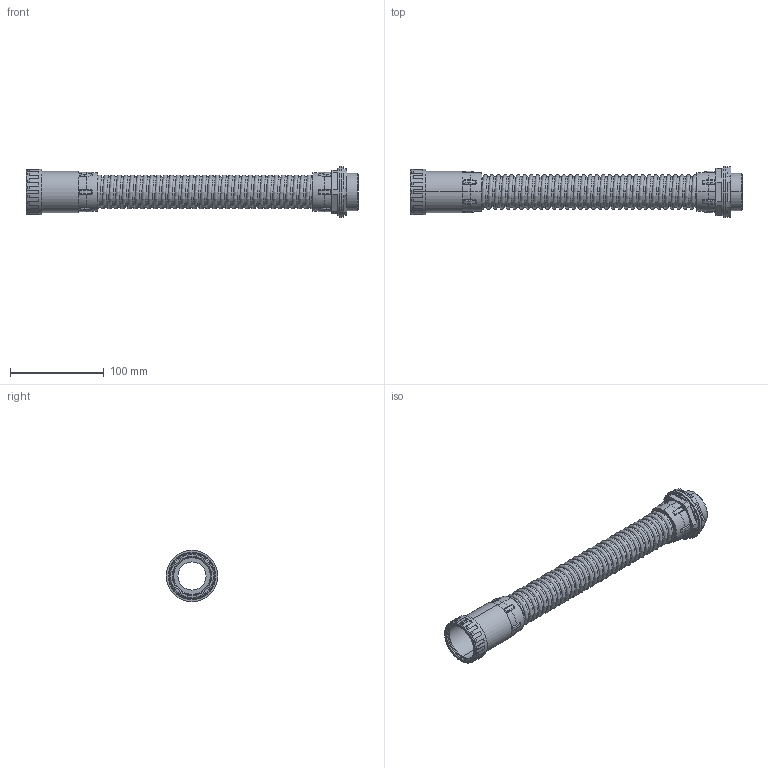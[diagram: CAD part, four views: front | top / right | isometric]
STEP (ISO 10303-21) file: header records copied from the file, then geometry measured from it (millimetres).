
FILE_DESCRIPTION (( 'STEP AP214' ), '1' );
FILE_NAME ('CTA10D-CXS40-K41-025 Ìóôòà ãèáêàÿ òðóáà-êîðîáêà CXS40 IP65.STEP', '2016-06-22T13:05:27', ( '' ), ( '' ), 'SwSTEP 2.0', 'SolidWorks 2014', '' );
FILE_SCHEMA (( 'AUTOMOTIVE_DESIGN' ));
Length unit declared in the file: millimetre
Products named in the file (1): CTA10D-CXS40-K41-025 Ìóôòà ãèáêàÿ òðóáà-êîðîáêà CXS40 IP65
Bounding box: 354.6 x 55 x 55 mm (x, y, z)
Volume: 130857.4 mm3; surface area: 92400.1 mm2
Topology: 1 solids, 3 shells, 364 faces, 1005 edges, 632 vertices
Faces by surface type: plane 118, cylinder 108, bspline 61, torus 56, cone 21
Entity records: 27414 total; most frequent: CARTESIAN_POINT 18882, ORIENTED_EDGE 1962, DIRECTION 1586, EDGE_CURVE 981, AXIS2_PLACEMENT_3D 641, VERTEX_POINT 632, EDGE_LOOP 379, ADVANCED_FACE 364
